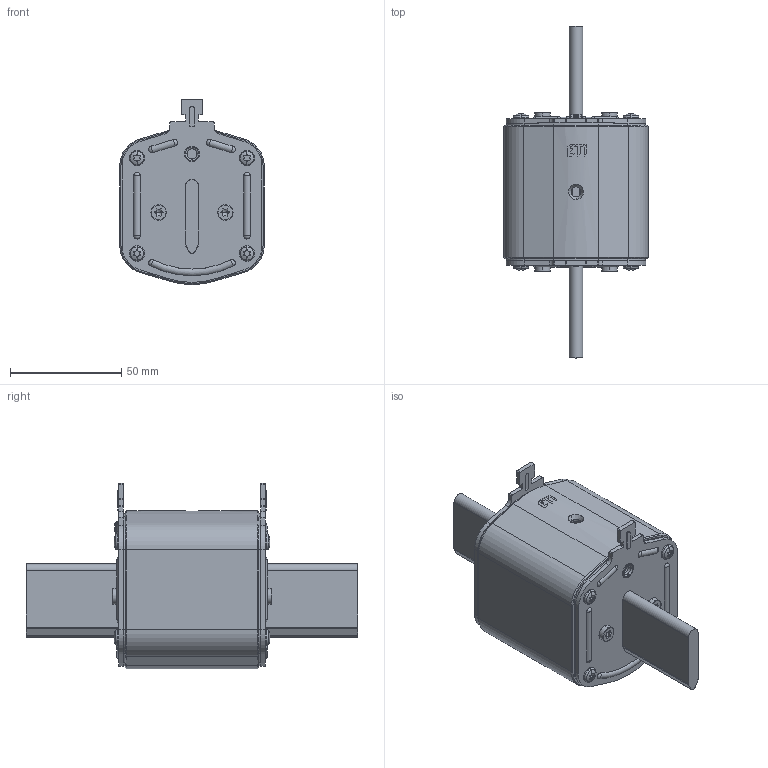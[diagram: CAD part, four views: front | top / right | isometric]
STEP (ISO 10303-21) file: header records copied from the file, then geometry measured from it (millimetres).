
FILE_DESCRIPTION((''),'2;1');
FILE_NAME('NV3','2018-01-24T',('matic.bajda'),('Audax d.o.o.'),'CREO PARAMETRIC BY PTC INC, 2016260','CREO PARAMETRIC BY PTC INC, 2016260','');
FILE_SCHEMA(('AUTOMOTIVE_DESIGN { 1 0 10303 214 1 1 1 1 }'));
Length unit declared in the file: millimetre
Products named in the file (1): NV3
Bounding box: 65 x 149.4 x 83.35 mm (x, y, z)
Volume: 284371.5 mm3; surface area: 38636.6 mm2
Topology: 1 solids, 39 shells, 996 faces, 2608 edges, 1664 vertices
Faces by surface type: cylinder 420, plane 339, torus 102, sphere 56, extrusion 33, cone 30, bspline 16
Entity records: 35992 total; most frequent: CARTESIAN_POINT 11166, DIRECTION 5237, ORIENTED_EDGE 5052, EDGE_CURVE 2560, AXIS2_PLACEMENT_3D 2007, VERTEX_POINT 1664, VECTOR 1223, LINE 1190
